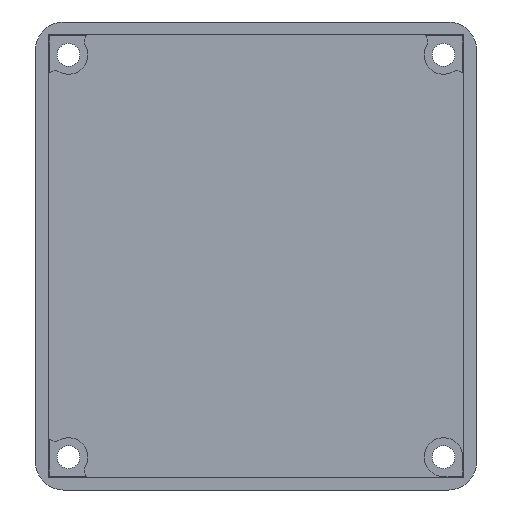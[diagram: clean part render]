
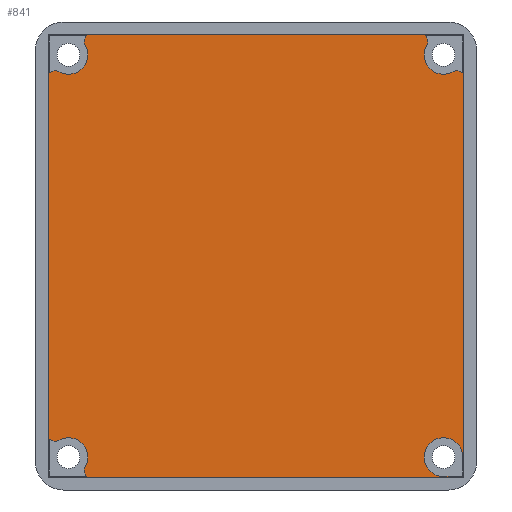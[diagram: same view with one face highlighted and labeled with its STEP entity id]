
A CAD part, left-side view. The second image highlights one B-rep face of the part: STEP entity #841.
In plain terms, the highlighted planar face has unit normal (-1, 0, 0).
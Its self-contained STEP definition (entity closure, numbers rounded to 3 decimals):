
#45=FACE_BOUND('',#135,.T.);
#46=FACE_BOUND('',#136,.T.);
#47=FACE_BOUND('',#137,.T.);
#48=FACE_BOUND('',#138,.T.);
#77=FACE_OUTER_BOUND('',#134,.T.);
#134=EDGE_LOOP('',(#673,#674,#675,#676));
#135=EDGE_LOOP('',(#677,#678,#679,#680,#681));
#136=EDGE_LOOP('',(#682,#683,#684,#685,#686));
#137=EDGE_LOOP('',(#687,#688,#689));
#138=EDGE_LOOP('',(#690,#691,#692,#693,#694));
#168=LINE('',#1267,#246);
#170=LINE('',#1271,#248);
#175=LINE('',#1290,#253);
#177=LINE('',#1294,#255);
#186=LINE('',#1327,#264);
#190=LINE('',#1335,#268);
#196=LINE('',#1358,#274);
#199=LINE('',#1364,#277);
#203=LINE('',#1381,#281);
#204=LINE('',#1383,#282);
#205=LINE('',#1385,#283);
#206=LINE('',#1386,#284);
#246=VECTOR('',#1005,10.);
#248=VECTOR('',#1009,10.);
#253=VECTOR('',#1026,10.);
#255=VECTOR('',#1030,10.);
#264=VECTOR('',#1073,10.);
#268=VECTOR('',#1079,10.);
#274=VECTOR('',#1105,10.);
#277=VECTOR('',#1110,10.);
#281=VECTOR('',#1130,10.);
#282=VECTOR('',#1131,10.);
#283=VECTOR('',#1132,10.);
#284=VECTOR('',#1133,10.);
#333=CIRCLE('',#902,1.2);
#334=CIRCLE('',#904,2.8);
#335=CIRCLE('',#906,1.2);
#336=CIRCLE('',#909,1.2);
#337=CIRCLE('',#911,2.8);
#338=CIRCLE('',#913,1.2);
#340=CIRCLE('',#919,2.8);
#343=CIRCLE('',#925,1.2);
#345=CIRCLE('',#930,1.2);
#347=CIRCLE('',#933,2.8);
#375=VERTEX_POINT('',#1264);
#376=VERTEX_POINT('',#1266);
#377=VERTEX_POINT('',#1270);
#384=VERTEX_POINT('',#1287);
#385=VERTEX_POINT('',#1289);
#386=VERTEX_POINT('',#1293);
#387=VERTEX_POINT('',#1299);
#388=VERTEX_POINT('',#1303);
#389=VERTEX_POINT('',#1311);
#390=VERTEX_POINT('',#1315);
#392=VERTEX_POINT('',#1325);
#393=VERTEX_POINT('',#1326);
#396=VERTEX_POINT('',#1334);
#399=VERTEX_POINT('',#1348);
#400=VERTEX_POINT('',#1349);
#403=VERTEX_POINT('',#1357);
#405=VERTEX_POINT('',#1363);
#407=VERTEX_POINT('',#1369);
#409=VERTEX_POINT('',#1379);
#410=VERTEX_POINT('',#1380);
#411=VERTEX_POINT('',#1382);
#412=VERTEX_POINT('',#1384);
#452=EDGE_CURVE('',#376,#375,#168,.T.);
#454=EDGE_CURVE('',#377,#376,#170,.T.);
#463=EDGE_CURVE('',#385,#384,#175,.T.);
#465=EDGE_CURVE('',#386,#385,#177,.T.);
#468=EDGE_CURVE('',#375,#387,#333,.T.);
#470=EDGE_CURVE('',#387,#388,#334,.T.);
#472=EDGE_CURVE('',#388,#377,#335,.T.);
#474=EDGE_CURVE('',#384,#389,#336,.T.);
#476=EDGE_CURVE('',#389,#390,#337,.T.);
#478=EDGE_CURVE('',#390,#386,#338,.T.);
#481=EDGE_CURVE('',#392,#393,#186,.T.);
#485=EDGE_CURVE('',#393,#396,#190,.T.);
#488=EDGE_CURVE('',#396,#392,#340,.T.);
#492=EDGE_CURVE('',#399,#400,#343,.T.);
#496=EDGE_CURVE('',#400,#403,#196,.T.);
#499=EDGE_CURVE('',#403,#405,#199,.T.);
#502=EDGE_CURVE('',#405,#407,#345,.T.);
#505=EDGE_CURVE('',#407,#399,#347,.T.);
#507=EDGE_CURVE('',#409,#410,#203,.F.);
#508=EDGE_CURVE('',#411,#409,#204,.T.);
#509=EDGE_CURVE('',#412,#411,#205,.F.);
#510=EDGE_CURVE('',#410,#412,#206,.T.);
#673=ORIENTED_EDGE('',*,*,#507,.F.);
#674=ORIENTED_EDGE('',*,*,#508,.F.);
#675=ORIENTED_EDGE('',*,*,#509,.F.);
#676=ORIENTED_EDGE('',*,*,#510,.F.);
#677=ORIENTED_EDGE('',*,*,#452,.T.);
#678=ORIENTED_EDGE('',*,*,#468,.T.);
#679=ORIENTED_EDGE('',*,*,#470,.T.);
#680=ORIENTED_EDGE('',*,*,#472,.T.);
#681=ORIENTED_EDGE('',*,*,#454,.T.);
#682=ORIENTED_EDGE('',*,*,#463,.T.);
#683=ORIENTED_EDGE('',*,*,#474,.T.);
#684=ORIENTED_EDGE('',*,*,#476,.T.);
#685=ORIENTED_EDGE('',*,*,#478,.T.);
#686=ORIENTED_EDGE('',*,*,#465,.T.);
#687=ORIENTED_EDGE('',*,*,#481,.T.);
#688=ORIENTED_EDGE('',*,*,#485,.T.);
#689=ORIENTED_EDGE('',*,*,#488,.T.);
#690=ORIENTED_EDGE('',*,*,#492,.T.);
#691=ORIENTED_EDGE('',*,*,#496,.T.);
#692=ORIENTED_EDGE('',*,*,#499,.T.);
#693=ORIENTED_EDGE('',*,*,#502,.T.);
#694=ORIENTED_EDGE('',*,*,#505,.T.);
#800=PLANE('',#936);
#841=ADVANCED_FACE('',(#77,#45,#46,#47,#48),#800,.F.);
#902=AXIS2_PLACEMENT_3D('',#1300,#1037,#1038);
#904=AXIS2_PLACEMENT_3D('',#1304,#1042,#1043);
#906=AXIS2_PLACEMENT_3D('',#1307,#1047,#1048);
#909=AXIS2_PLACEMENT_3D('',#1312,#1054,#1055);
#911=AXIS2_PLACEMENT_3D('',#1316,#1059,#1060);
#913=AXIS2_PLACEMENT_3D('',#1319,#1064,#1065);
#919=AXIS2_PLACEMENT_3D('',#1340,#1084,#1085);
#925=AXIS2_PLACEMENT_3D('',#1350,#1097,#1098);
#930=AXIS2_PLACEMENT_3D('',#1370,#1115,#1116);
#933=AXIS2_PLACEMENT_3D('',#1375,#1122,#1123);
#936=AXIS2_PLACEMENT_3D('',#1378,#1128,#1129);
#1005=DIRECTION('',(0.,0.,-1.));
#1009=DIRECTION('',(0.,-1.,0.));
#1026=DIRECTION('',(0.,-1.,0.));
#1030=DIRECTION('',(0.,0.,1.));
#1037=DIRECTION('center_axis',(-1.,0.,0.));
#1038=DIRECTION('ref_axis',(0.,-0.667,0.745));
#1042=DIRECTION('center_axis',(1.,0.,0.));
#1043=DIRECTION('ref_axis',(0.,0.874,0.486));
#1047=DIRECTION('center_axis',(-1.,0.,0.));
#1048=DIRECTION('ref_axis',(0.,-0.874,-0.486));
#1054=DIRECTION('center_axis',(-1.,0.,0.));
#1055=DIRECTION('ref_axis',(0.,0.745,0.667));
#1059=DIRECTION('center_axis',(1.,0.,0.));
#1060=DIRECTION('ref_axis',(0.,0.487,-0.874));
#1064=DIRECTION('center_axis',(-1.,0.,0.));
#1065=DIRECTION('ref_axis',(0.,-0.487,0.874));
#1073=DIRECTION('',(0.,0.,-1.));
#1079=DIRECTION('',(0.,1.,0.));
#1084=DIRECTION('center_axis',(1.,0.,0.));
#1085=DIRECTION('ref_axis',(0.,-0.981,0.195));
#1097=DIRECTION('center_axis',(-1.,0.,0.));
#1098=DIRECTION('ref_axis',(0.,0.874,0.486));
#1105=DIRECTION('',(0.,1.,0.));
#1110=DIRECTION('',(0.,0.,1.));
#1115=DIRECTION('center_axis',(-1.,0.,0.));
#1116=DIRECTION('ref_axis',(0.,0.667,-0.745));
#1122=DIRECTION('center_axis',(1.,0.,0.));
#1123=DIRECTION('ref_axis',(0.,-0.874,-0.486));
#1128=DIRECTION('center_axis',(1.,0.,0.));
#1129=DIRECTION('ref_axis',(0.,1.,0.));
#1130=DIRECTION('',(0.,0.,1.));
#1131=DIRECTION('',(0.,-1.,0.));
#1132=DIRECTION('',(0.,0.,-1.));
#1133=DIRECTION('',(0.,1.,0.));
#1264=CARTESIAN_POINT('',(293.3,514.676,549.224));
#1266=CARTESIAN_POINT('',(293.3,514.676,554.568));
#1267=CARTESIAN_POINT('',(293.3,514.676,535.496));
#1270=CARTESIAN_POINT('',(293.3,520.024,554.568));
#1271=CARTESIAN_POINT('',(293.3,530.996,554.568));
#1287=CARTESIAN_POINT('',(293.3,569.009,554.568));
#1289=CARTESIAN_POINT('',(293.3,574.357,554.568));
#1290=CARTESIAN_POINT('',(293.3,556.763,554.568));
#1293=CARTESIAN_POINT('',(293.3,574.357,549.224));
#1294=CARTESIAN_POINT('',(293.3,574.357,536.768));
#1299=CARTESIAN_POINT('',(293.3,516.06,549.378));
#1300=CARTESIAN_POINT('Origin',(293.3,515.476,548.33));
#1303=CARTESIAN_POINT('',(293.3,519.87,553.185));
#1304=CARTESIAN_POINT('Origin',(293.3,517.422,551.824));
#1307=CARTESIAN_POINT('Origin',(293.3,520.919,553.768));
#1311=CARTESIAN_POINT('',(293.3,569.163,553.185));
#1312=CARTESIAN_POINT('Origin',(293.3,568.114,553.768));
#1315=CARTESIAN_POINT('',(293.3,572.973,549.378));
#1316=CARTESIAN_POINT('Origin',(293.3,571.61,551.824));
#1319=CARTESIAN_POINT('Origin',(293.3,573.557,548.33));
#1325=CARTESIAN_POINT('',(293.3,514.676,494.257));
#1326=CARTESIAN_POINT('',(293.3,514.676,490.968));
#1327=CARTESIAN_POINT('',(293.3,514.676,506.368));
#1334=CARTESIAN_POINT('',(293.3,517.983,490.968));
#1335=CARTESIAN_POINT('',(293.3,531.25,490.968));
#1340=CARTESIAN_POINT('Origin',(293.3,517.422,493.711));
#1348=CARTESIAN_POINT('',(293.3,569.163,492.351));
#1349=CARTESIAN_POINT('',(293.3,569.009,490.968));
#1350=CARTESIAN_POINT('Origin',(293.3,568.114,491.768));
#1357=CARTESIAN_POINT('',(293.3,574.357,490.968));
#1358=CARTESIAN_POINT('',(293.3,559.437,490.968));
#1363=CARTESIAN_POINT('',(293.3,574.357,496.311));
#1364=CARTESIAN_POINT('',(293.3,574.357,509.039));
#1369=CARTESIAN_POINT('',(293.3,572.973,496.157));
#1370=CARTESIAN_POINT('Origin',(293.3,573.557,497.206));
#1375=CARTESIAN_POINT('Origin',(293.3,571.61,493.711));
#1378=CARTESIAN_POINT('Origin',(293.3,544.516,521.768));
#1379=CARTESIAN_POINT('',(293.3,514.476,554.768));
#1380=CARTESIAN_POINT('',(293.3,514.476,490.768));
#1381=CARTESIAN_POINT('',(293.3,514.476,508.268));
#1382=CARTESIAN_POINT('',(293.3,574.557,554.768));
#1383=CARTESIAN_POINT('',(293.3,530.996,554.768));
#1384=CARTESIAN_POINT('',(293.3,574.557,490.768));
#1385=CARTESIAN_POINT('',(293.3,574.557,520.886));
#1386=CARTESIAN_POINT('',(293.3,558.037,490.768));
